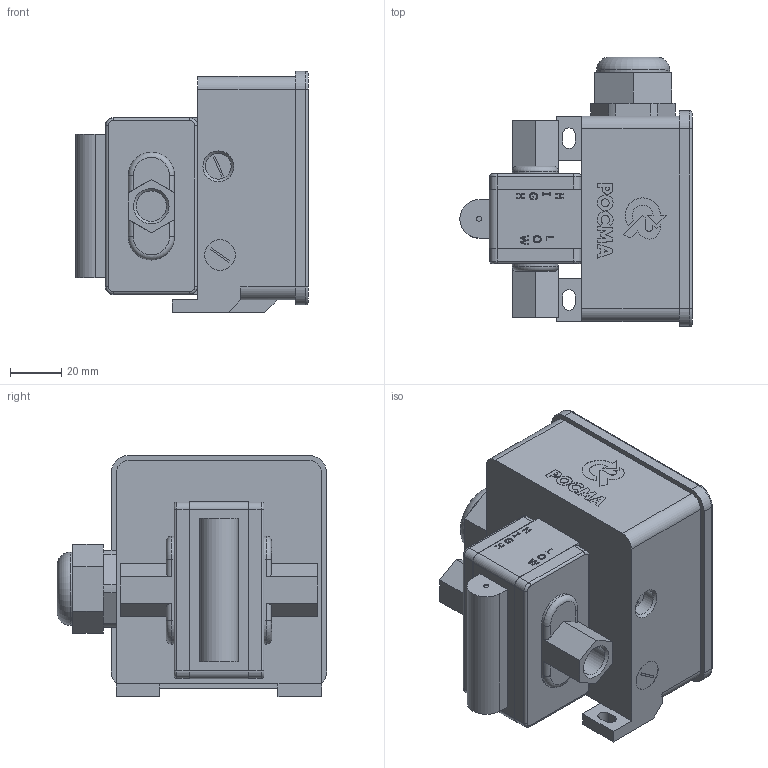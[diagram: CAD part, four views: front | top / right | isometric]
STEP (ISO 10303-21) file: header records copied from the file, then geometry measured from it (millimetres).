
FILE_DESCRIPTION(/* description */ (''),/* implementation_level */ '2;1');
FILE_NAME(/* name */ 'РДД-2Р на кПа.stp',/* time_stamp */ '2023-01-30T12:29:02+03:00',/* author */ ('Tech'),/* organization */ (''),/* preprocessor_version */ 'ST-DEVELOPER v18.1',/* originating_system */ 'Autodesk Inventor 2021',/* authorisation */ '');
FILE_SCHEMA (('AUTOMOTIVE_DESIGN { 1 0 10303 214 3 1 1 }'));
Length unit declared in the file: millimetre
Products named in the file (1): РДД-2Р на кПа
Bounding box: 90.5 x 105 x 94 mm (x, y, z)
Volume: 424058.8 mm3; surface area: 48291.2 mm2
Topology: 1 solids, 1 shells, 364 faces, 949 edges, 629 vertices
Faces by surface type: plane 244, cylinder 72, bspline 28, torus 17, cone 3
Full cylindrical faces by diameter (mm): 2 x2, 3.1 x1, 6.137 x1, 10 x1, 11.835 x2, 12 x2, 28.5 x1
Entity records: 11249 total; most frequent: CARTESIAN_POINT 2301, ORIENTED_EDGE 1886, DIRECTION 1745, EDGE_CURVE 943, LINE 703, VECTOR 703, VERTEX_POINT 617, AXIS2_PLACEMENT_3D 521
